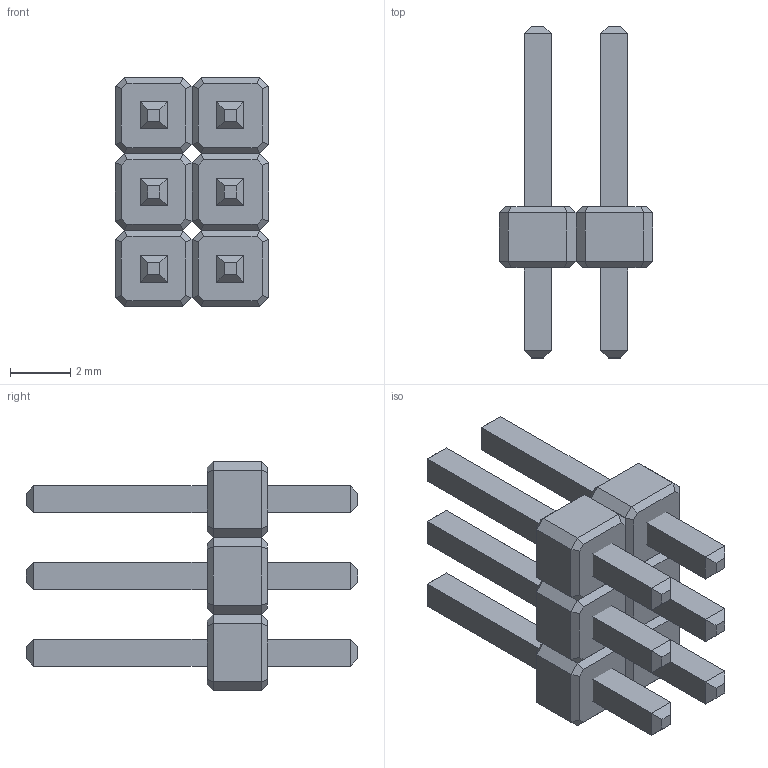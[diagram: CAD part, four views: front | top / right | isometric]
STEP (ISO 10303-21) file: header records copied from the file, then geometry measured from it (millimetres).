
FILE_DESCRIPTION (( 'STEP AP214' ), '1' );
FILE_NAME ('User Library-IDC6.STEP', '2015-08-11T16:46:09', ( 'Windows User' ), ( '' ), 'SwSTEP 2.0', 'SolidWorks 2015', '' );
FILE_SCHEMA (( 'AUTOMOTIVE_DESIGN' ));
Length unit declared in the file: millimetre
Products named in the file (1): User Library-IDC6
Bounding box: 5.08 x 11 x 7.62 mm (x, y, z)
Volume: 125.5 mm3; surface area: 371.1 mm2
Topology: 7 solids, 7 shells, 226 faces, 476 edges, 260 vertices
Faces by surface type: plane 226
Entity records: 5780 total; most frequent: CARTESIAN_POINT 963, ORIENTED_EDGE 952, DIRECTION 930, VECTOR 476, LINE 476, EDGE_CURVE 476, VERTEX_POINT 260, AXIS2_PLACEMENT_3D 227
